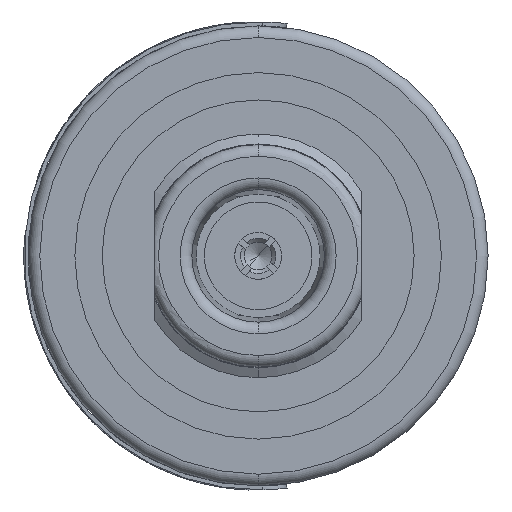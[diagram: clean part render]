
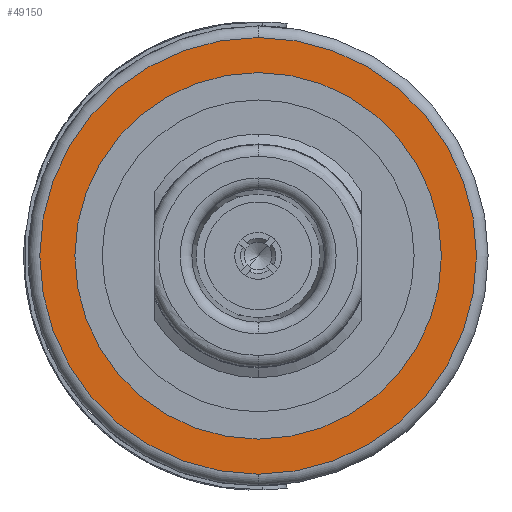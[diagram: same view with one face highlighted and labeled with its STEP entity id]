
A CAD part, left-side view. The second image highlights one B-rep face of the part: STEP entity #49150.
In plain terms, the highlighted planar face has unit normal (-1, 0, 0).
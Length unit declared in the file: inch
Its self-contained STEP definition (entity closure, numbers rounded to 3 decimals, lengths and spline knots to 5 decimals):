
#1752 = AXIS2_PLACEMENT_3D ( 'NONE', #45316, #4574, #37153 ) ;
#2697 = PLANE ( 'NONE',  #40375 ) ;
#3217 = DIRECTION ( 'NONE',  ( 1., 0., 0. ) ) ;
#4323 = DIRECTION ( 'NONE',  ( 0., 0., 1. ) ) ;
#4345 = DIRECTION ( 'NONE',  ( -1., 0., 0. ) ) ;
#4353 = AXIS2_PLACEMENT_3D ( 'NONE', #32866, #44812, #4323 ) ;
#4420 = ORIENTED_EDGE ( 'NONE', *, *, #45559, .T. ) ;
#4574 = DIRECTION ( 'NONE',  ( -1., 0., 0. ) ) ;
#6898 = DIRECTION ( 'NONE',  ( -1., 0., 0. ) ) ;
#9948 = EDGE_CURVE ( 'NONE', #25904, #17102, #49051, .T. ) ;
#10664 = FACE_OUTER_BOUND ( 'NONE', #26977, .T. ) ;
#13422 = ORIENTED_EDGE ( 'NONE', *, *, #35707, .F. ) ;
#14414 = VERTEX_POINT ( 'NONE', #23032 ) ;
#17102 = VERTEX_POINT ( 'NONE', #30639 ) ;
#18248 = EDGE_CURVE ( 'NONE', #14414, #31626, #31624, .T. ) ;
#19184 = DIRECTION ( 'NONE',  ( 0., 0., -1. ) ) ;
#19404 = DIRECTION ( 'NONE',  ( 0., 0., 1. ) ) ;
#20262 = AXIS2_PLACEMENT_3D ( 'NONE', #35620, #4345, #32887 ) ;
#22090 = CARTESIAN_POINT ( 'NONE',  ( -0.53, 0., 0.47 ) ) ;
#22918 = FACE_BOUND ( 'NONE', #43023, .T. ) ;
#23032 = CARTESIAN_POINT ( 'NONE',  ( -0.53, 0., -0.56 ) ) ;
#25904 = VERTEX_POINT ( 'NONE', #22090 ) ;
#26977 = EDGE_LOOP ( 'NONE', ( #4420, #48708 ) ) ;
#27361 = AXIS2_PLACEMENT_3D ( 'NONE', #40257, #6898, #19404 ) ;
#30639 = CARTESIAN_POINT ( 'NONE',  ( -0.53, 0., -0.47 ) ) ;
#31624 = CIRCLE ( 'NONE', #27361, 0.56 ) ;
#31626 = VERTEX_POINT ( 'NONE', #49578 ) ;
#32866 = CARTESIAN_POINT ( 'NONE',  ( -0.53, 0., 0. ) ) ;
#32887 = DIRECTION ( 'NONE',  ( 0., 0., 1. ) ) ;
#35620 = CARTESIAN_POINT ( 'NONE',  ( -0.53, 0., 0. ) ) ;
#35707 = EDGE_CURVE ( 'NONE', #17102, #25904, #47619, .T. ) ;
#37153 = DIRECTION ( 'NONE',  ( 0., 0., 1. ) ) ;
#38446 = CIRCLE ( 'NONE', #4353, 0.56 ) ;
#40257 = CARTESIAN_POINT ( 'NONE',  ( -0.53, 0., 0. ) ) ;
#40375 = AXIS2_PLACEMENT_3D ( 'NONE', #50823, #3217, #19184 ) ;
#43023 = EDGE_LOOP ( 'NONE', ( #52135, #13422 ) ) ;
#44812 = DIRECTION ( 'NONE',  ( -1., 0., 0. ) ) ;
#45316 = CARTESIAN_POINT ( 'NONE',  ( -0.53, 0., 0. ) ) ;
#45559 = EDGE_CURVE ( 'NONE', #31626, #14414, #38446, .T. ) ;
#47619 = CIRCLE ( 'NONE', #1752, 0.47 ) ;
#48708 = ORIENTED_EDGE ( 'NONE', *, *, #18248, .T. ) ;
#49051 = CIRCLE ( 'NONE', #20262, 0.47 ) ;
#49150 = ADVANCED_FACE ( 'NONE', ( #22918, #10664 ), #2697, .F. ) ;
#49578 = CARTESIAN_POINT ( 'NONE',  ( -0.53, 0., 0.56 ) ) ;
#50823 = CARTESIAN_POINT ( 'NONE',  ( -0.53, 0.47, 0. ) ) ;
#52135 = ORIENTED_EDGE ( 'NONE', *, *, #9948, .F. ) ;
